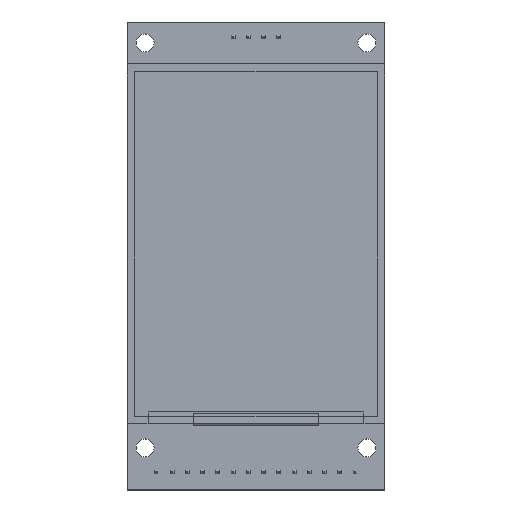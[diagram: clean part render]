
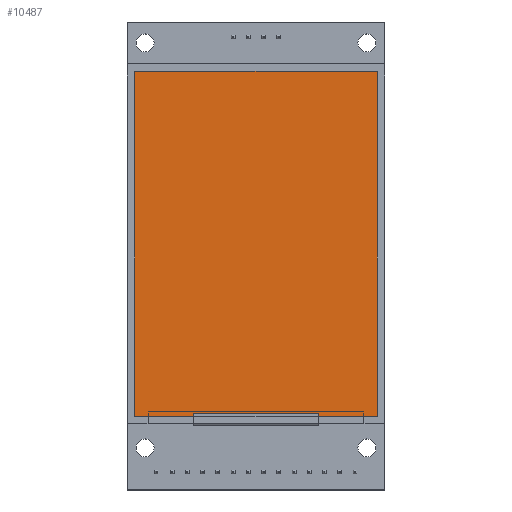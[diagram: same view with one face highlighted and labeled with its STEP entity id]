
A CAD part, top view. The second image highlights one B-rep face of the part: STEP entity #10487.
In plain terms, the highlighted planar face has unit normal (0, 0, 1).
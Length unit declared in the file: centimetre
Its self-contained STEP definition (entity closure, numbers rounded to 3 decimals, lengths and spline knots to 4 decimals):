
#791 = VERTEX_POINT ( 'NONE', #3238 ) ;
#1179 = VECTOR ( 'NONE', #8085, 100. ) ;
#2694 = LINE ( 'NONE', #2772, #8235 ) ;
#2772 = CARTESIAN_POINT ( 'NONE',  ( -12.975, 15.2, 0.465 ) ) ;
#2826 = DIRECTION ( 'NONE',  ( 0., 1., 0. ) ) ;
#3238 = CARTESIAN_POINT ( 'NONE',  ( -17.025, 12.325, 0.465 ) ) ;
#4603 = EDGE_CURVE ( 'NONE', #18960, #10769, #2694, .T. ) ;
#5475 = DIRECTION ( 'NONE',  ( 1., 0., 0. ) ) ;
#5543 = CARTESIAN_POINT ( 'NONE',  ( -15., 15.2, 0.465 ) ) ;
#6525 = EDGE_LOOP ( 'NONE', ( #14469, #15596, #13210, #14205 ) ) ;
#6693 = CARTESIAN_POINT ( 'NONE',  ( -15., 18.075, 0.465 ) ) ;
#7079 = FACE_OUTER_BOUND ( 'NONE', #6525, .T. ) ;
#8085 = DIRECTION ( 'NONE',  ( 0., -1., 0. ) ) ;
#8235 = VECTOR ( 'NONE', #2826, 100. ) ;
#8497 = DIRECTION ( 'NONE',  ( 0., 0., 1. ) ) ;
#8983 = EDGE_CURVE ( 'NONE', #9074, #791, #18469, .T. ) ;
#9074 = VERTEX_POINT ( 'NONE', #18686 ) ;
#9905 = CARTESIAN_POINT ( 'NONE',  ( -15., 12.325, 0.465 ) ) ;
#10487 = ADVANCED_FACE ( 'NONE', ( #7079 ), #15864, .T. ) ;
#10769 = VERTEX_POINT ( 'NONE', #16917 ) ;
#11203 = LINE ( 'NONE', #6693, #16247 ) ;
#11899 = LINE ( 'NONE', #9905, #15393 ) ;
#12084 = EDGE_CURVE ( 'NONE', #791, #18960, #11899, .T. ) ;
#12682 = CARTESIAN_POINT ( 'NONE',  ( -17.025, 15.2, 0.465 ) ) ;
#13194 = CARTESIAN_POINT ( 'NONE',  ( -12.975, 12.325, 0.465 ) ) ;
#13210 = ORIENTED_EDGE ( 'NONE', *, *, #4603, .T. ) ;
#14205 = ORIENTED_EDGE ( 'NONE', *, *, #15540, .T. ) ;
#14311 = DIRECTION ( 'NONE',  ( 1., 0., 0. ) ) ;
#14469 = ORIENTED_EDGE ( 'NONE', *, *, #8983, .T. ) ;
#15393 = VECTOR ( 'NONE', #14311, 100. ) ;
#15540 = EDGE_CURVE ( 'NONE', #10769, #9074, #11203, .T. ) ;
#15596 = ORIENTED_EDGE ( 'NONE', *, *, #12084, .T. ) ;
#15864 = PLANE ( 'NONE',  #16942 ) ;
#16247 = VECTOR ( 'NONE', #17016, 100. ) ;
#16917 = CARTESIAN_POINT ( 'NONE',  ( -12.975, 18.075, 0.465 ) ) ;
#16942 = AXIS2_PLACEMENT_3D ( 'NONE', #5543, #8497, #5475 ) ;
#17016 = DIRECTION ( 'NONE',  ( -1., 0., 0. ) ) ;
#18469 = LINE ( 'NONE', #12682, #1179 ) ;
#18686 = CARTESIAN_POINT ( 'NONE',  ( -17.025, 18.075, 0.465 ) ) ;
#18960 = VERTEX_POINT ( 'NONE', #13194 ) ;
